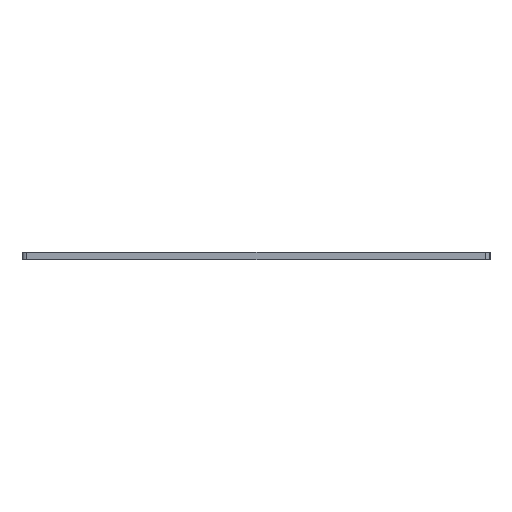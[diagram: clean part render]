
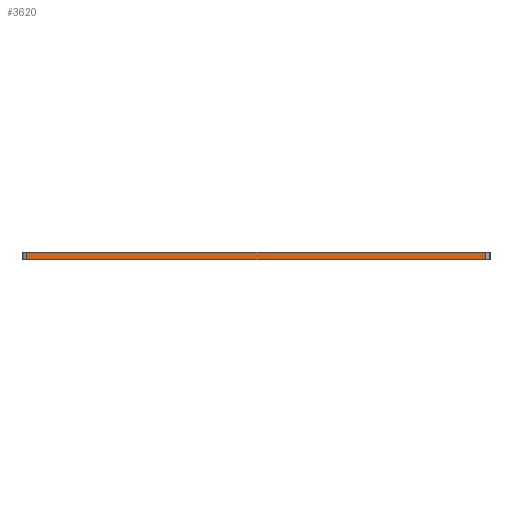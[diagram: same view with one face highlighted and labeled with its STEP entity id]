
A CAD part, left-side view. The second image highlights one B-rep face of the part: STEP entity #3620.
In plain terms, the highlighted planar face has unit normal (-1, 0, 0).
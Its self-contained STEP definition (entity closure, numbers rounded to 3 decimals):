
#145 = VERTEX_POINT('',#146);
#146 = CARTESIAN_POINT('',(20.6,-39.8,0.));
#153 = EDGE_CURVE('',#154,#145,#156,.T.);
#154 = VERTEX_POINT('',#155);
#155 = CARTESIAN_POINT('',(20.6,-137.6,0.));
#156 = LINE('',#157,#158);
#157 = CARTESIAN_POINT('',(20.6,-137.6,0.));
#158 = VECTOR('',#159,1.);
#159 = DIRECTION('',(0.,1.,0.));
#1856 = VERTEX_POINT('',#1857);
#1857 = CARTESIAN_POINT('',(20.6,-39.8,1.51));
#1864 = EDGE_CURVE('',#1865,#1856,#1867,.T.);
#1865 = VERTEX_POINT('',#1866);
#1866 = CARTESIAN_POINT('',(20.6,-137.6,1.51));
#1867 = LINE('',#1868,#1869);
#1868 = CARTESIAN_POINT('',(20.6,-137.6,1.51));
#1869 = VECTOR('',#1870,1.);
#1870 = DIRECTION('',(0.,1.,0.));
#3590 = EDGE_CURVE('',#145,#1856,#3591,.T.);
#3591 = LINE('',#3592,#3593);
#3592 = CARTESIAN_POINT('',(20.6,-39.8,0.));
#3593 = VECTOR('',#3594,1.);
#3594 = DIRECTION('',(0.,0.,1.));
#3620 = ADVANCED_FACE('',(#3621),#3632,.T.);
#3621 = FACE_BOUND('',#3622,.T.);
#3622 = EDGE_LOOP('',(#3623,#3629,#3630,#3631));
#3623 = ORIENTED_EDGE('',*,*,#3624,.T.);
#3624 = EDGE_CURVE('',#154,#1865,#3625,.T.);
#3625 = LINE('',#3626,#3627);
#3626 = CARTESIAN_POINT('',(20.6,-137.6,0.));
#3627 = VECTOR('',#3628,1.);
#3628 = DIRECTION('',(0.,0.,1.));
#3629 = ORIENTED_EDGE('',*,*,#1864,.T.);
#3630 = ORIENTED_EDGE('',*,*,#3590,.F.);
#3631 = ORIENTED_EDGE('',*,*,#153,.F.);
#3632 = PLANE('',#3633);
#3633 = AXIS2_PLACEMENT_3D('',#3634,#3635,#3636);
#3634 = CARTESIAN_POINT('',(20.6,-137.6,0.));
#3635 = DIRECTION('',(-1.,0.,0.));
#3636 = DIRECTION('',(0.,1.,0.));
